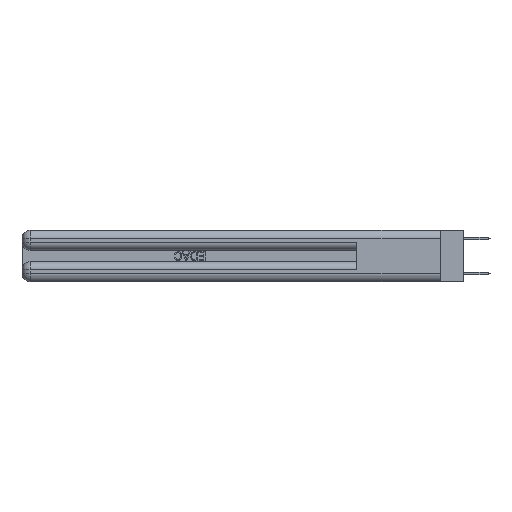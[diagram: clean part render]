
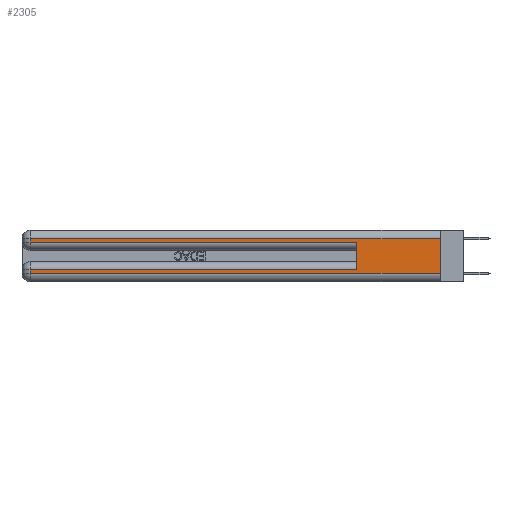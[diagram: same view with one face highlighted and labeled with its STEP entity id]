
A CAD part, left-side view. The second image highlights one B-rep face of the part: STEP entity #2305.
In plain terms, the highlighted planar face has unit normal (-1, 0, 0).
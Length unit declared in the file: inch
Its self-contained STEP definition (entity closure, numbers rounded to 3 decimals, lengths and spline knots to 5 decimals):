
#980 = DIRECTION ( 'NONE',  ( 0., 1., 0. ) ) ;
#1776 = EDGE_CURVE ( 'NONE', #11482, #13521, #6994, .T. ) ;
#1859 = CARTESIAN_POINT ( 'NONE',  ( 0., 2.94, 0.37 ) ) ;
#1969 = EDGE_CURVE ( 'NONE', #11482, #6569, #10823, .T. ) ;
#2305 = ADVANCED_FACE ( 'NONE', ( #10384 ), #15692, .F. ) ;
#2612 = CARTESIAN_POINT ( 'NONE',  ( 0., 0.6, 0.285 ) ) ;
#2661 = DIRECTION ( 'NONE',  ( 0., 0., -1. ) ) ;
#3090 = EDGE_CURVE ( 'NONE', #5219, #16003, #27249, .T. ) ;
#3505 = VERTEX_POINT ( 'NONE', #25846 ) ;
#5219 = VERTEX_POINT ( 'NONE', #6930 ) ;
#5518 = EDGE_CURVE ( 'NONE', #3505, #6569, #21524, .T. ) ;
#5605 = CARTESIAN_POINT ( 'NONE',  ( 0., 2.94, 0.37 ) ) ;
#6569 = VERTEX_POINT ( 'NONE', #7516 ) ;
#6930 = CARTESIAN_POINT ( 'NONE',  ( 0., 0.6, 0.085 ) ) ;
#6994 = LINE ( 'NONE', #14050, #26791 ) ;
#7280 = CARTESIAN_POINT ( 'NONE',  ( 0., 2.94, 0.31 ) ) ;
#7516 = CARTESIAN_POINT ( 'NONE',  ( 0., 0., 0.06 ) ) ;
#10094 = LINE ( 'NONE', #5605, #10959 ) ;
#10384 = FACE_OUTER_BOUND ( 'NONE', #12484, .T. ) ;
#10823 = LINE ( 'NONE', #15282, #17693 ) ;
#10959 = VECTOR ( 'NONE', #28227, 39.37008 ) ;
#11482 = VERTEX_POINT ( 'NONE', #17193 ) ;
#12110 = VECTOR ( 'NONE', #20117, 39.37008 ) ;
#12244 = ORIENTED_EDGE ( 'NONE', *, *, #1969, .F. ) ;
#12484 = EDGE_LOOP ( 'NONE', ( #12244, #13255, #17798, #29521, #32317, #32914, #33107, #13151 ) ) ;
#12905 = LINE ( 'NONE', #30140, #18121 ) ;
#13151 = ORIENTED_EDGE ( 'NONE', *, *, #5518, .T. ) ;
#13255 = ORIENTED_EDGE ( 'NONE', *, *, #1776, .T. ) ;
#13521 = VERTEX_POINT ( 'NONE', #7280 ) ;
#14050 = CARTESIAN_POINT ( 'NONE',  ( 0., 0., 0.31 ) ) ;
#14718 = VECTOR ( 'NONE', #16145, 39.37008 ) ;
#15282 = CARTESIAN_POINT ( 'NONE',  ( 0., 0., 0.37 ) ) ;
#15692 = PLANE ( 'NONE',  #23336 ) ;
#15806 = LINE ( 'NONE', #30047, #16639 ) ;
#15944 = CARTESIAN_POINT ( 'NONE',  ( 0., 2.94, 0.285 ) ) ;
#16003 = VERTEX_POINT ( 'NONE', #18240 ) ;
#16145 = DIRECTION ( 'NONE',  ( 0., -1., 0. ) ) ;
#16639 = VECTOR ( 'NONE', #32564, 39.37008 ) ;
#17193 = CARTESIAN_POINT ( 'NONE',  ( 0., 0., 0.31 ) ) ;
#17693 = VECTOR ( 'NONE', #28036, 39.37008 ) ;
#17798 = ORIENTED_EDGE ( 'NONE', *, *, #25307, .T. ) ;
#17928 = EDGE_CURVE ( 'NONE', #16003, #3505, #10094, .T. ) ;
#18121 = VECTOR ( 'NONE', #25182, 39.37008 ) ;
#18240 = CARTESIAN_POINT ( 'NONE',  ( 0., 2.94, 0.085 ) ) ;
#18270 = DIRECTION ( 'NONE',  ( 1., 0., 0. ) ) ;
#18934 = EDGE_CURVE ( 'NONE', #21844, #31822, #15806, .T. ) ;
#20117 = DIRECTION ( 'NONE',  ( 0., 0., -1. ) ) ;
#21524 = LINE ( 'NONE', #26215, #14718 ) ;
#21844 = VERTEX_POINT ( 'NONE', #15944 ) ;
#23336 = AXIS2_PLACEMENT_3D ( 'NONE', #25911, #18270, #2661 ) ;
#24150 = LINE ( 'NONE', #1859, #12110 ) ;
#24602 = EDGE_CURVE ( 'NONE', #5219, #31822, #12905, .T. ) ;
#25182 = DIRECTION ( 'NONE',  ( 0., 0., 1. ) ) ;
#25307 = EDGE_CURVE ( 'NONE', #13521, #21844, #24150, .T. ) ;
#25846 = CARTESIAN_POINT ( 'NONE',  ( 0., 2.94, 0.06 ) ) ;
#25911 = CARTESIAN_POINT ( 'NONE',  ( 0., 0., 0.37 ) ) ;
#26215 = CARTESIAN_POINT ( 'NONE',  ( 0., 0., 0.06 ) ) ;
#26791 = VECTOR ( 'NONE', #31877, 39.37008 ) ;
#26976 = CARTESIAN_POINT ( 'NONE',  ( 0., 0., 0.085 ) ) ;
#27249 = LINE ( 'NONE', #26976, #32334 ) ;
#28036 = DIRECTION ( 'NONE',  ( 0., 0., -1. ) ) ;
#28227 = DIRECTION ( 'NONE',  ( 0., 0., -1. ) ) ;
#29521 = ORIENTED_EDGE ( 'NONE', *, *, #18934, .T. ) ;
#30047 = CARTESIAN_POINT ( 'NONE',  ( 0., 0., 0.285 ) ) ;
#30140 = CARTESIAN_POINT ( 'NONE',  ( 0., 0.6, 0.145 ) ) ;
#31822 = VERTEX_POINT ( 'NONE', #2612 ) ;
#31877 = DIRECTION ( 'NONE',  ( 0., 1., 0. ) ) ;
#32317 = ORIENTED_EDGE ( 'NONE', *, *, #24602, .F. ) ;
#32334 = VECTOR ( 'NONE', #980, 39.37008 ) ;
#32564 = DIRECTION ( 'NONE',  ( 0., -1., 0. ) ) ;
#32914 = ORIENTED_EDGE ( 'NONE', *, *, #3090, .T. ) ;
#33107 = ORIENTED_EDGE ( 'NONE', *, *, #17928, .T. ) ;
